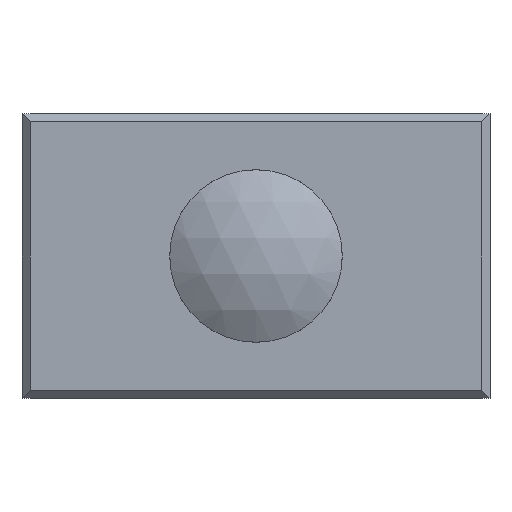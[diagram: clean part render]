
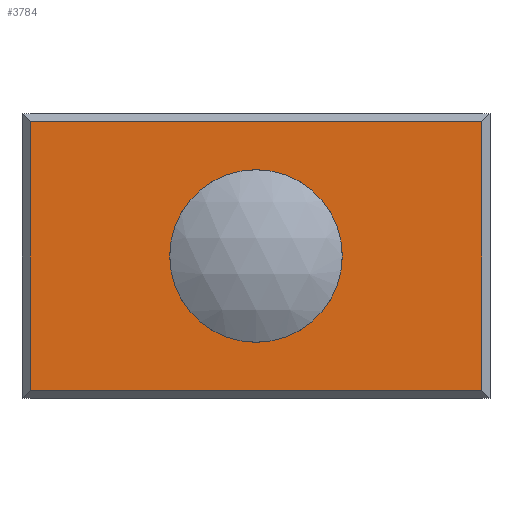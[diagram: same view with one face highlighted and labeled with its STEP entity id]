
A CAD part, left-side view. The second image highlights one B-rep face of the part: STEP entity #3784.
In plain terms, the highlighted planar face has unit normal (-1, 0, 0).
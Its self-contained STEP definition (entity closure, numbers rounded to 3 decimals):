
#27=FACE_BOUND('',#476,.T.);
#75=CIRCLE('',#4045,4.25);
#234=FACE_OUTER_BOUND('',#475,.T.);
#475=EDGE_LOOP('',(#2610,#2611,#2612,#2613));
#476=EDGE_LOOP('',(#2614));
#752=LINE('',#5585,#1177);
#755=LINE('',#5590,#1180);
#757=LINE('',#5594,#1182);
#758=LINE('',#5596,#1183);
#1177=VECTOR('',#4461,10.);
#1180=VECTOR('',#4466,10.);
#1182=VECTOR('',#4470,10.);
#1183=VECTOR('',#4473,10.);
#1601=VERTEX_POINT('',#5582);
#1602=VERTEX_POINT('',#5584);
#1603=VERTEX_POINT('',#5588);
#1604=VERTEX_POINT('',#5592);
#1605=VERTEX_POINT('',#5598);
#1961=EDGE_CURVE('',#1601,#1602,#752,.T.);
#1964=EDGE_CURVE('',#1603,#1601,#755,.T.);
#1966=EDGE_CURVE('',#1604,#1603,#757,.T.);
#1967=EDGE_CURVE('',#1602,#1604,#758,.T.);
#1968=EDGE_CURVE('',#1605,#1605,#75,.T.);
#2610=ORIENTED_EDGE('',*,*,#1967,.F.);
#2611=ORIENTED_EDGE('',*,*,#1961,.F.);
#2612=ORIENTED_EDGE('',*,*,#1964,.F.);
#2613=ORIENTED_EDGE('',*,*,#1966,.F.);
#2614=ORIENTED_EDGE('',*,*,#1968,.T.);
#3590=PLANE('',#4044);
#3784=ADVANCED_FACE('',(#234,#27),#3590,.T.);
#4044=AXIS2_PLACEMENT_3D('',#5597,#4474,#4475);
#4045=AXIS2_PLACEMENT_3D('',#5599,#4476,#4477);
#4461=DIRECTION('',(0.,0.,-1.));
#4466=DIRECTION('',(0.,-1.,0.));
#4470=DIRECTION('',(0.,0.,1.));
#4473=DIRECTION('',(0.,1.,0.));
#4474=DIRECTION('center_axis',(-1.,0.,0.));
#4475=DIRECTION('ref_axis',(0.,0.,-1.));
#4476=DIRECTION('center_axis',(1.,0.,0.));
#4477=DIRECTION('ref_axis',(0.,1.,0.));
#5582=CARTESIAN_POINT('',(-9.725,-1.65,6.6));
#5584=CARTESIAN_POINT('',(-9.725,-1.65,-6.6));
#5585=CARTESIAN_POINT('',(-9.725,-1.65,3.5));
#5588=CARTESIAN_POINT('',(-9.725,20.6,6.6));
#5590=CARTESIAN_POINT('',(-9.725,21.,6.6));
#5592=CARTESIAN_POINT('',(-9.725,20.6,-6.6));
#5594=CARTESIAN_POINT('',(-9.725,20.6,3.5));
#5596=CARTESIAN_POINT('',(-9.725,21.,-6.6));
#5597=CARTESIAN_POINT('Origin',(-9.725,21.,7.));
#5598=CARTESIAN_POINT('',(-9.725,5.225,0.));
#5599=CARTESIAN_POINT('Origin',(-9.725,9.475,0.));
